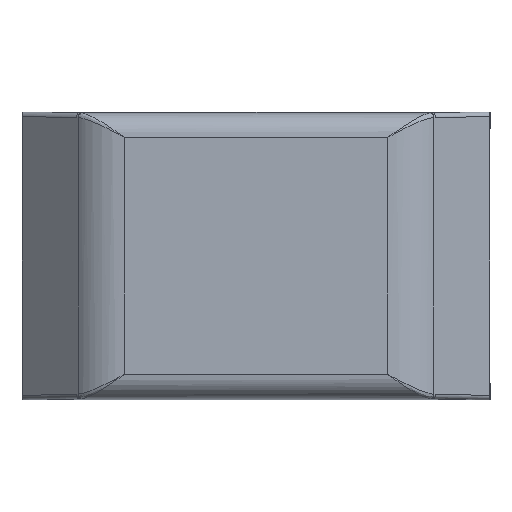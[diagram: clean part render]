
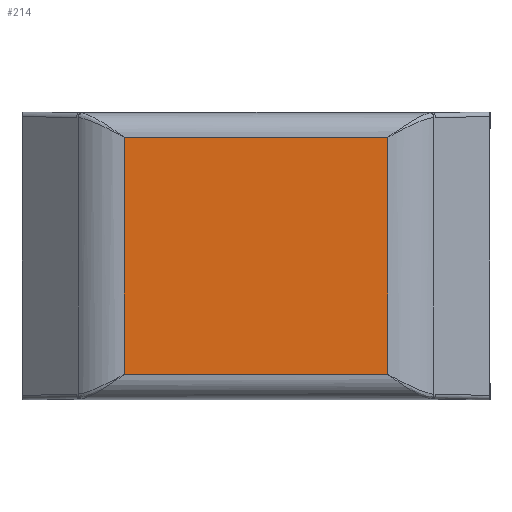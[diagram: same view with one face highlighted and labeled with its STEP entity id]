
A CAD part, top view. The second image highlights one B-rep face of the part: STEP entity #214.
In plain terms, the highlighted planar face has unit normal (0, 0, 1).
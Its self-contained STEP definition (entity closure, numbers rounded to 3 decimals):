
#20 = DIRECTION ( 'NONE',  ( 0., 0., -1. ) ) ;
#34 = VECTOR ( 'NONE', #1932, 1000. ) ;
#109 = CARTESIAN_POINT ( 'NONE',  ( 9.7, -7.239, 5. ) ) ;
#113 = ORIENTED_EDGE ( 'NONE', *, *, #696, .F. ) ;
#117 = EDGE_CURVE ( 'NONE', #920, #2560, #1276, .T. ) ;
#169 = VERTEX_POINT ( 'NONE', #979 ) ;
#214 = ADVANCED_FACE ( 'NONE', ( #1111 ), #2518, .F. ) ;
#268 = VECTOR ( 'NONE', #730, 1000. ) ;
#296 = EDGE_LOOP ( 'NONE', ( #1411, #2545, #113, #2405 ) ) ;
#335 = LINE ( 'NONE', #109, #1523 ) ;
#435 = DIRECTION ( 'NONE',  ( 0., 1., 0. ) ) ;
#696 = EDGE_CURVE ( 'NONE', #169, #920, #1370, .T. ) ;
#730 = DIRECTION ( 'NONE',  ( 0., -1., 0. ) ) ;
#759 = CARTESIAN_POINT ( 'NONE',  ( 8.043, 7.239, 5. ) ) ;
#920 = VERTEX_POINT ( 'NONE', #759 ) ;
#979 = CARTESIAN_POINT ( 'NONE',  ( -8.043, 7.239, 5. ) ) ;
#1033 = EDGE_CURVE ( 'NONE', #2533, #169, #1339, .T. ) ;
#1062 = CARTESIAN_POINT ( 'NONE',  ( 9.7, 8.8, 5. ) ) ;
#1090 = CARTESIAN_POINT ( 'NONE',  ( 9.7, 7.239, 5. ) ) ;
#1111 = FACE_OUTER_BOUND ( 'NONE', #296, .T. ) ;
#1267 = CARTESIAN_POINT ( 'NONE',  ( -8.043, 8.8, 5. ) ) ;
#1276 = LINE ( 'NONE', #2231, #268 ) ;
#1290 = AXIS2_PLACEMENT_3D ( 'NONE', #1062, #20, #2330 ) ;
#1339 = LINE ( 'NONE', #1267, #2046 ) ;
#1370 = LINE ( 'NONE', #1090, #34 ) ;
#1411 = ORIENTED_EDGE ( 'NONE', *, *, #1817, .F. ) ;
#1485 = CARTESIAN_POINT ( 'NONE',  ( -8.043, -7.239, 5. ) ) ;
#1523 = VECTOR ( 'NONE', #1805, 1000. ) ;
#1805 = DIRECTION ( 'NONE',  ( -1., 0., 0. ) ) ;
#1817 = EDGE_CURVE ( 'NONE', #2560, #2533, #335, .T. ) ;
#1932 = DIRECTION ( 'NONE',  ( 1., 0., 0. ) ) ;
#2046 = VECTOR ( 'NONE', #435, 1000. ) ;
#2231 = CARTESIAN_POINT ( 'NONE',  ( 8.043, 8.8, 5. ) ) ;
#2330 = DIRECTION ( 'NONE',  ( -1., 0., 0. ) ) ;
#2342 = CARTESIAN_POINT ( 'NONE',  ( 8.043, -7.239, 5. ) ) ;
#2405 = ORIENTED_EDGE ( 'NONE', *, *, #1033, .F. ) ;
#2518 = PLANE ( 'NONE',  #1290 ) ;
#2533 = VERTEX_POINT ( 'NONE', #1485 ) ;
#2545 = ORIENTED_EDGE ( 'NONE', *, *, #117, .F. ) ;
#2560 = VERTEX_POINT ( 'NONE', #2342 ) ;
